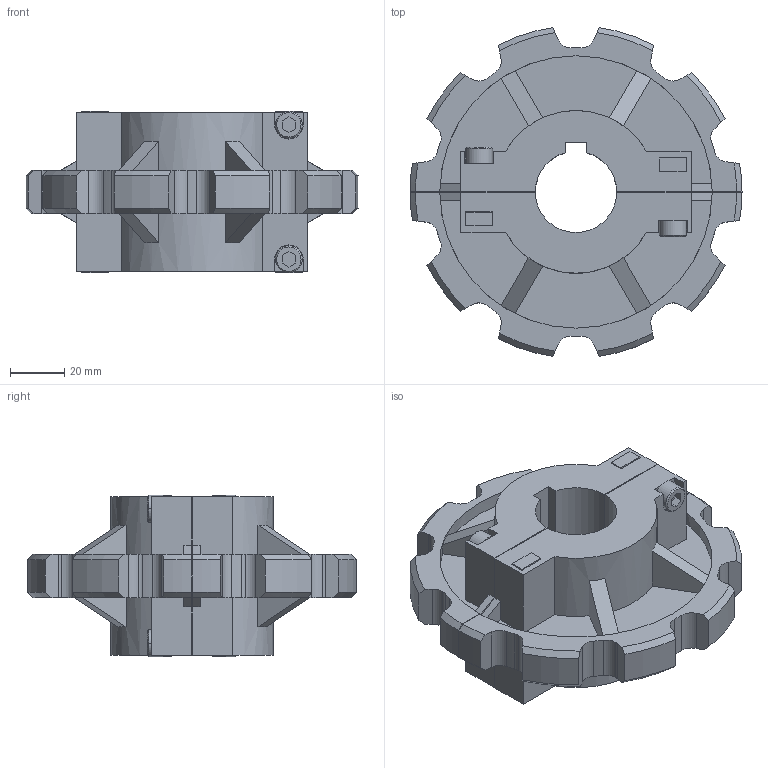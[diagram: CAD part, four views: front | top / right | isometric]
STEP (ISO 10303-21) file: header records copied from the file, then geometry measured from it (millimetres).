
FILE_DESCRIPTION (( 'STEP AP203' ), '1' );
FILE_NAME ('NS880-10T_30MM_1KW_PA.STEP', '2015-12-04T08:54:25', ( '' ), ( '' ), 'SwSTEP 2.0', 'SolidWorks 2013', '' );
FILE_SCHEMA (( 'CONFIG_CONTROL_DESIGN' ));
Length unit declared in the file: millimetre
Products named in the file (5): NS880-10T_30MM_1KW_PA; NSX880_10; M6X20; REXNORD-NS880_10-25_ASM; SQ_NUT_M6
Assembly tree (10 placements, depth 3):
  NS880-10T_30MM_1KW_PA
    REXNORD-NS880_10-25_ASM
      M6X20  x4
      SQ_NUT_M6  x4
      NSX880_10
Bounding box: 122.5 x 121.27 x 59.58 mm (x, y, z)
Volume: 249379.5 mm3; surface area: 66551.4 mm2
Topology: 10 solids, 10 shells, 358 faces, 946 edges, 620 vertices
Faces by surface type: plane 199, cylinder 103, cone 56
Entity records: 9473 total; most frequent: CARTESIAN_POINT 1752, ORIENTED_EDGE 1508, DIRECTION 1464, EDGE_CURVE 754, VERTEX_POINT 500, AXIS2_PLACEMENT_3D 500, LINE 464, VECTOR 464
